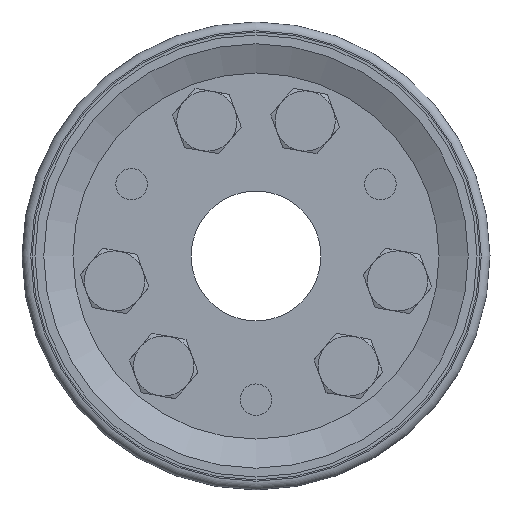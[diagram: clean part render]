
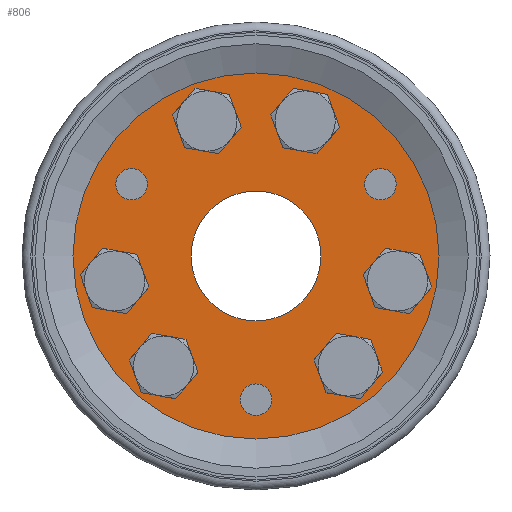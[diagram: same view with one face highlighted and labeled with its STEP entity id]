
A CAD part, left-side view. The second image highlights one B-rep face of the part: STEP entity #806.
In plain terms, the highlighted planar face has unit normal (-1, 0, 0).
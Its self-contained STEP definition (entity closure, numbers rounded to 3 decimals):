
#806 = ADVANCED_FACE( '', ( #1836, #1837, #1838, #1839, #1840, #1841, #1842, #1843, #1844, #1845, #1846 ), #1847, .T. );
#1836 = FACE_BOUND( '', #3011, .T. );
#1837 = FACE_BOUND( '', #3012, .T. );
#1838 = FACE_BOUND( '', #3013, .T. );
#1839 = FACE_OUTER_BOUND( '', #3014, .T. );
#1840 = FACE_BOUND( '', #3015, .T. );
#1841 = FACE_BOUND( '', #3016, .T. );
#1842 = FACE_BOUND( '', #3017, .T. );
#1843 = FACE_BOUND( '', #3018, .T. );
#1844 = FACE_BOUND( '', #3019, .T. );
#1845 = FACE_BOUND( '', #3020, .T. );
#1846 = FACE_BOUND( '', #3021, .T. );
#1847 = PLANE( '', #3022 );
#3011 = EDGE_LOOP( '', ( #5060 ) );
#3012 = EDGE_LOOP( '', ( #5061 ) );
#3013 = EDGE_LOOP( '', ( #5062 ) );
#3014 = EDGE_LOOP( '', ( #5063 ) );
#3015 = EDGE_LOOP( '', ( #5064 ) );
#3016 = EDGE_LOOP( '', ( #5065 ) );
#3017 = EDGE_LOOP( '', ( #5066 ) );
#3018 = EDGE_LOOP( '', ( #5067 ) );
#3019 = EDGE_LOOP( '', ( #5068 ) );
#3020 = EDGE_LOOP( '', ( #5069 ) );
#3021 = EDGE_LOOP( '', ( #5070 ) );
#3022 = AXIS2_PLACEMENT_3D( '', #5071, #5072, #5073 );
#5060 = ORIENTED_EDGE( '', *, *, #6035, .F. );
#5061 = ORIENTED_EDGE( '', *, *, #5975, .F. );
#5062 = ORIENTED_EDGE( '', *, *, #6512, .F. );
#5063 = ORIENTED_EDGE( '', *, *, #6513, .T. );
#5064 = ORIENTED_EDGE( '', *, *, #6514, .F. );
#5065 = ORIENTED_EDGE( '', *, *, #6515, .F. );
#5066 = ORIENTED_EDGE( '', *, *, #6516, .F. );
#5067 = ORIENTED_EDGE( '', *, *, #6288, .F. );
#5068 = ORIENTED_EDGE( '', *, *, #6121, .F. );
#5069 = ORIENTED_EDGE( '', *, *, #6336, .F. );
#5070 = ORIENTED_EDGE( '', *, *, #5788, .T. );
#5071 = CARTESIAN_POINT( '', ( -45.497, -11.325, -1.997 ) );
#5072 = DIRECTION( '', ( -1., 0., 0. ) );
#5073 = DIRECTION( '', ( 0., -0.985, -0.174 ) );
#5788 = EDGE_CURVE( '', #6687, #6687, #6688, .F. );
#5975 = EDGE_CURVE( '', #7004, #7004, #7005, .T. );
#6035 = EDGE_CURVE( '', #7099, #7099, #7100, .T. );
#6121 = EDGE_CURVE( '', #7240, #7240, #7241, .T. );
#6288 = EDGE_CURVE( '', #7488, #7488, #7489, .T. );
#6336 = EDGE_CURVE( '', #7555, #7555, #7556, .T. );
#6512 = EDGE_CURVE( '', #7789, #7789, #7790, .T. );
#6513 = EDGE_CURVE( '', #7791, #7791, #7792, .T. );
#6514 = EDGE_CURVE( '', #7793, #7793, #7794, .T. );
#6515 = EDGE_CURVE( '', #7795, #7795, #7796, .T. );
#6516 = EDGE_CURVE( '', #7797, #7797, #7798, .T. );
#6687 = VERTEX_POINT( '', #7997 );
#6688 = CIRCLE( '', #7998, 14. );
#7004 = VERTEX_POINT( '', #8435 );
#7005 = CIRCLE( '', #8436, 3.4 );
#7099 = VERTEX_POINT( '', #8586 );
#7100 = CIRCLE( '', #8587, 3.4 );
#7240 = VERTEX_POINT( '', #8793 );
#7241 = CIRCLE( '', #8794, 5.7 );
#7488 = VERTEX_POINT( '', #9190 );
#7489 = CIRCLE( '', #9191, 5.7 );
#7555 = VERTEX_POINT( '', #9307 );
#7556 = CIRCLE( '', #9308, 5.7 );
#7789 = VERTEX_POINT( '', #9669 );
#7790 = CIRCLE( '', #9670, 3.4 );
#7791 = VERTEX_POINT( '', #9671 );
#7792 = CIRCLE( '', #9672, 39.5 );
#7793 = VERTEX_POINT( '', #9673 );
#7794 = CIRCLE( '', #9674, 5.7 );
#7795 = VERTEX_POINT( '', #9675 );
#7796 = CIRCLE( '', #9676, 5.7 );
#7797 = VERTEX_POINT( '', #9677 );
#7798 = CIRCLE( '', #9678, 5.7 );
#7997 = CARTESIAN_POINT( '', ( -45.497, 0., 14. ) );
#7998 = AXIS2_PLACEMENT_3D( '', #9914, #9915, #9916 );
#8435 = CARTESIAN_POINT( '', ( -45.497, 23.498, 14.91 ) );
#8436 = AXIS2_PLACEMENT_3D( '', #10183, #10184, #10185 );
#8586 = CARTESIAN_POINT( '', ( -45.497, -30.195, 14.91 ) );
#8587 = AXIS2_PLACEMENT_3D( '', #10262, #10263, #10264 );
#8793 = CARTESIAN_POINT( '', ( -45.497, 10.603, 34.83 ) );
#8794 = AXIS2_PLACEMENT_3D( '', #10359, #10360, #10361 );
#9190 = CARTESIAN_POINT( '', ( -45.497, -19.926, -18.047 ) );
#9191 = AXIS2_PLACEMENT_3D( '', #10521, #10522, #10523 );
#9307 = CARTESIAN_POINT( '', ( -45.497, 19.926, -18.047 ) );
#9308 = AXIS2_PLACEMENT_3D( '', #10550, #10551, #10552 );
#9669 = CARTESIAN_POINT( '', ( -45.497, -3.348, -31.59 ) );
#9670 = AXIS2_PLACEMENT_3D( '', #10733, #10734, #10735 );
#9671 = CARTESIAN_POINT( '', ( -45.497, -38.9, -6.859 ) );
#9672 = AXIS2_PLACEMENT_3D( '', #10736, #10737, #10738 );
#9673 = CARTESIAN_POINT( '', ( -45.497, 30.529, 0.317 ) );
#9674 = AXIS2_PLACEMENT_3D( '', #10739, #10740, #10741 );
#9675 = CARTESIAN_POINT( '', ( -45.497, -10.603, 34.83 ) );
#9676 = AXIS2_PLACEMENT_3D( '', #10742, #10743, #10744 );
#9677 = CARTESIAN_POINT( '', ( -45.497, -30.529, 0.317 ) );
#9678 = AXIS2_PLACEMENT_3D( '', #10745, #10746, #10747 );
#9914 = CARTESIAN_POINT( '', ( -45.497, 0., 0. ) );
#9915 = DIRECTION( '', ( -1., 0., 0. ) );
#9916 = DIRECTION( '', ( 0., 0., 1. ) );
#10183 = CARTESIAN_POINT( '', ( -45.497, 26.847, 15.5 ) );
#10184 = DIRECTION( '', ( -1., 0., 0. ) );
#10185 = DIRECTION( '', ( 0., -0.985, -0.174 ) );
#10262 = CARTESIAN_POINT( '', ( -45.497, -26.847, 15.5 ) );
#10263 = DIRECTION( '', ( -1., 0., 0. ) );
#10264 = DIRECTION( '', ( 0., -0.985, -0.174 ) );
#10359 = CARTESIAN_POINT( '', ( -45.497, 10.603, 29.13 ) );
#10360 = DIRECTION( '', ( -1., 0., 0. ) );
#10361 = DIRECTION( '', ( 0., 0., 1. ) );
#10521 = CARTESIAN_POINT( '', ( -45.497, -19.926, -23.747 ) );
#10522 = DIRECTION( '', ( -1., 0., 0. ) );
#10523 = DIRECTION( '', ( 0., 0., 1. ) );
#10550 = CARTESIAN_POINT( '', ( -45.497, 19.926, -23.747 ) );
#10551 = DIRECTION( '', ( -1., 0., 0. ) );
#10552 = DIRECTION( '', ( 0., 0., 1. ) );
#10733 = CARTESIAN_POINT( '', ( -45.497, 0., -31. ) );
#10734 = DIRECTION( '', ( -1., 0., 0. ) );
#10735 = DIRECTION( '', ( 0., -0.985, -0.174 ) );
#10736 = CARTESIAN_POINT( '', ( -45.497, 0., 0. ) );
#10737 = DIRECTION( '', ( -1., 0., 0. ) );
#10738 = DIRECTION( '', ( 0., -0.985, -0.174 ) );
#10739 = CARTESIAN_POINT( '', ( -45.497, 30.529, -5.383 ) );
#10740 = DIRECTION( '', ( -1., 0., 0. ) );
#10741 = DIRECTION( '', ( 0., 0., 1. ) );
#10742 = CARTESIAN_POINT( '', ( -45.497, -10.603, 29.13 ) );
#10743 = DIRECTION( '', ( -1., 0., 0. ) );
#10744 = DIRECTION( '', ( 0., 0., 1. ) );
#10745 = CARTESIAN_POINT( '', ( -45.497, -30.529, -5.383 ) );
#10746 = DIRECTION( '', ( -1., 0., 0. ) );
#10747 = DIRECTION( '', ( 0., 0., 1. ) );
